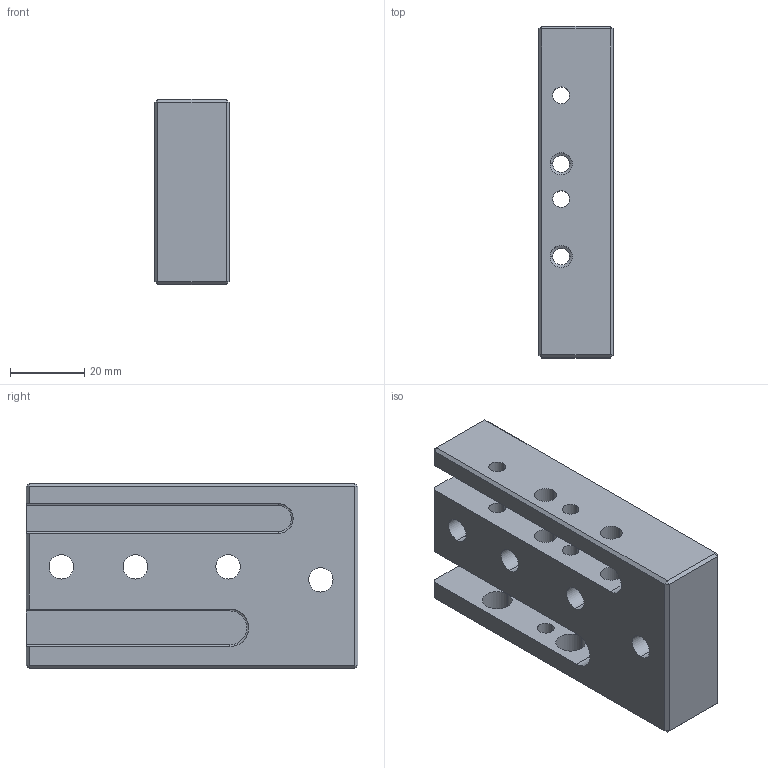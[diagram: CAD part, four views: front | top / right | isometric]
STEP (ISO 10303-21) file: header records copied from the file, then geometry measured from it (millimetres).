
FILE_DESCRIPTION (( 'STEP AP214' ), '1' );
FILE_NAME ('bau0206218827.step', '2023-04-20T09:16:24', ( '' ), ( '' ), 'SwSTEP 2.0', 'SolidWorks 2022', '' );
FILE_SCHEMA (( 'AUTOMOTIVE_DESIGN' ));
Length unit declared in the file: millimetre
Products named in the file (1): bau0206218827
Bounding box: 20 x 89.5 x 50.05 mm (x, y, z)
Volume: 64918.2 mm3; surface area: 21055.6 mm2
Topology: 1 solids, 1 shells, 117 faces, 283 edges, 172 vertices
Faces by surface type: cylinder 57, plane 46, cone 10, torus 4
Entity records: 3521 total; most frequent: DIRECTION 637, CARTESIAN_POINT 603, ORIENTED_EDGE 566, EDGE_CURVE 283, AXIS2_PLACEMENT_3D 238, VERTEX_POINT 172, VECTOR 161, LINE 161
